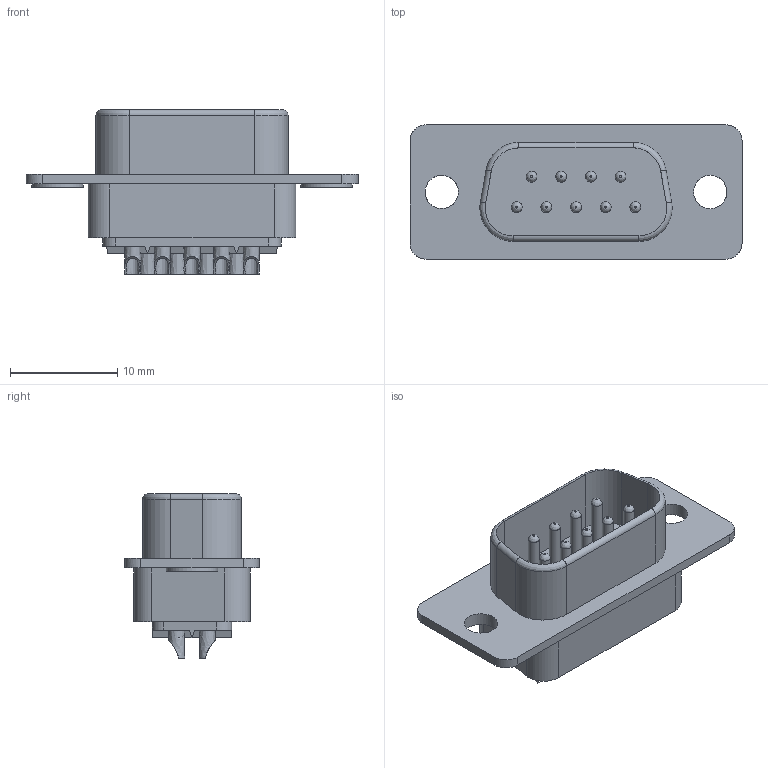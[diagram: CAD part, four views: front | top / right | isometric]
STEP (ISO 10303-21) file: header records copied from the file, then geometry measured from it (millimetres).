
FILE_DESCRIPTION((''),'2;1');
FILE_NAME('MD_096720956xx.stp','2012-02-23T11:31:53',('User'),('SDRC'),'I-DEAS Master Series 9','UNIX','Yes');
FILE_SCHEMA(('CONFIG_CONTROL_DESIGN', 'GEOMETRIC_VALIDATION_PROPERTIES_MIM','SHAPE_APPEARANCE_LAYER_MIM'));
Length unit declared in the file: millimetre
Bounding box: 30.9 x 12.5 x 15.3 mm (x, y, z)
Volume: 1586.1 mm3; surface area: 2001.5 mm2
Topology: 1 solids, 1 shells, 150 faces, 361 edges, 227 vertices
Faces by surface type: bspline 150
Entity records: 5300 total; most frequent: CARTESIAN_POINT 2863, ORIENTED_EDGE 702, EDGE_CURVE 351, OVER_RIDING_STYLED_ITEM 234, VERTEX_POINT 226, EDGE_LOOP 177, FACE_OUTER_BOUND 150, ADVANCED_FACE 150
